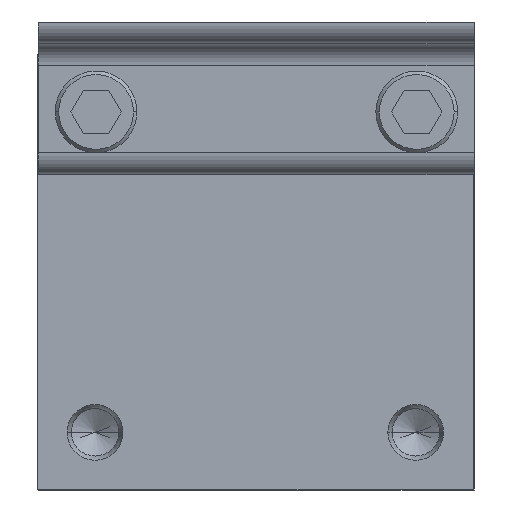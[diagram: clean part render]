
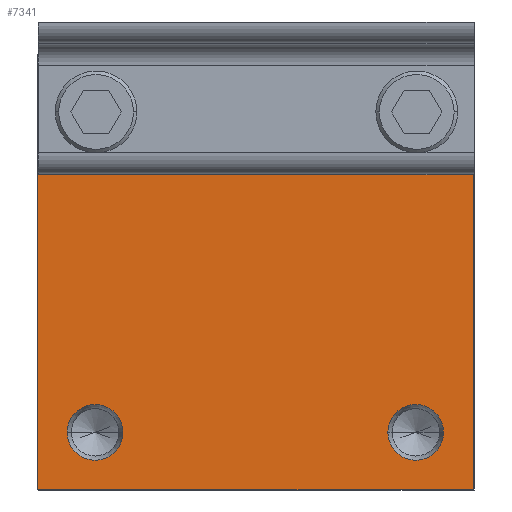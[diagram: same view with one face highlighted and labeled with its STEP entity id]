
A CAD part, front view. The second image highlights one B-rep face of the part: STEP entity #7341.
In plain terms, the highlighted face is planar.
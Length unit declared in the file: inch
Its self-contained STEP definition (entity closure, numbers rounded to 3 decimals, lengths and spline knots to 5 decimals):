
#93 = ORIENTED_EDGE ( 'NONE', *, *, #8752, .F. ) ;
#129 = AXIS2_PLACEMENT_3D ( 'NONE', #7971, #5365, #8826 ) ;
#406 = VERTEX_POINT ( 'NONE', #5445 ) ;
#442 = DIRECTION ( 'NONE',  ( 0., 0., -1. ) ) ;
#528 = CARTESIAN_POINT ( 'NONE',  ( -0.92, -0.92, 0. ) ) ;
#576 = AXIS2_PLACEMENT_3D ( 'NONE', #3451, #10171, #6938 ) ;
#797 = FACE_BOUND ( 'NONE', #2629, .T. ) ;
#934 = DIRECTION ( 'NONE',  ( -1., 0., 0. ) ) ;
#950 = EDGE_LOOP ( 'NONE', ( #3015, #8226 ) ) ;
#966 = CIRCLE ( 'NONE', #11124, 0.16 ) ;
#1033 = ORIENTED_EDGE ( 'NONE', *, *, #4957, .F. ) ;
#1120 = VERTEX_POINT ( 'NONE', #4852 ) ;
#1355 = EDGE_CURVE ( 'NONE', #9688, #10677, #8977, .T. ) ;
#1566 = VERTEX_POINT ( 'NONE', #5537 ) ;
#1691 = CARTESIAN_POINT ( 'NONE',  ( -1.25, -1.25, 0. ) ) ;
#1796 = CARTESIAN_POINT ( 'NONE',  ( 0.76, 0.92, 0. ) ) ;
#1838 = CARTESIAN_POINT ( 'NONE',  ( -1.25, -1.25, 0. ) ) ;
#1871 = DIRECTION ( 'NONE',  ( -1., 0., 0. ) ) ;
#1991 = DIRECTION ( 'NONE',  ( 0., -1., 0. ) ) ;
#2021 = AXIS2_PLACEMENT_3D ( 'NONE', #528, #4044, #4841 ) ;
#2203 = VECTOR ( 'NONE', #11196, 39.37008 ) ;
#2629 = EDGE_LOOP ( 'NONE', ( #93, #5780 ) ) ;
#2631 = CARTESIAN_POINT ( 'NONE',  ( 1.25, 1.25, 0. ) ) ;
#2824 = CARTESIAN_POINT ( 'NONE',  ( -0.92, 0.92, 0. ) ) ;
#2918 = CIRCLE ( 'NONE', #2021, 0.16 ) ;
#3015 = ORIENTED_EDGE ( 'NONE', *, *, #6744, .F. ) ;
#3278 = VERTEX_POINT ( 'NONE', #10836 ) ;
#3299 = VECTOR ( 'NONE', #3703, 39.37008 ) ;
#3377 = PLANE ( 'NONE',  #5489 ) ;
#3451 = CARTESIAN_POINT ( 'NONE',  ( -0.92, 0.92, 0. ) ) ;
#3543 = EDGE_CURVE ( 'NONE', #1566, #9647, #7979, .T. ) ;
#3564 = CARTESIAN_POINT ( 'NONE',  ( 0.92, -0.92, 0. ) ) ;
#3579 = VERTEX_POINT ( 'NONE', #5650 ) ;
#3703 = DIRECTION ( 'NONE',  ( 1., 0., 0. ) ) ;
#3927 = EDGE_CURVE ( 'NONE', #11072, #7479, #7230, .T. ) ;
#4018 = AXIS2_PLACEMENT_3D ( 'NONE', #2824, #9765, #7844 ) ;
#4044 = DIRECTION ( 'NONE',  ( 0., 0., -1. ) ) ;
#4238 = EDGE_CURVE ( 'NONE', #1120, #406, #10756, .T. ) ;
#4249 = FACE_OUTER_BOUND ( 'NONE', #10506, .T. ) ;
#4271 = LINE ( 'NONE', #5294, #2203 ) ;
#4407 = EDGE_CURVE ( 'NONE', #406, #1120, #9642, .T. ) ;
#4450 = EDGE_LOOP ( 'NONE', ( #4734, #8929 ) ) ;
#4474 = FACE_BOUND ( 'NONE', #4450, .T. ) ;
#4542 = CARTESIAN_POINT ( 'NONE',  ( 0.92, 0.92, 0. ) ) ;
#4547 = ORIENTED_EDGE ( 'NONE', *, *, #4658, .F. ) ;
#4658 = EDGE_CURVE ( 'NONE', #7479, #1566, #10471, .T. ) ;
#4734 = ORIENTED_EDGE ( 'NONE', *, *, #10021, .F. ) ;
#4841 = DIRECTION ( 'NONE',  ( -1., 0., 0. ) ) ;
#4852 = CARTESIAN_POINT ( 'NONE',  ( -1.08, 0.92, 0. ) ) ;
#4957 = EDGE_CURVE ( 'NONE', #9647, #11072, #4271, .T. ) ;
#4958 = VECTOR ( 'NONE', #1991, 39.37008 ) ;
#5294 = CARTESIAN_POINT ( 'NONE',  ( -1.25, 1.25, 0. ) ) ;
#5302 = CARTESIAN_POINT ( 'NONE',  ( -1.25, 1.25, 0. ) ) ;
#5365 = DIRECTION ( 'NONE',  ( 0., 0., -1. ) ) ;
#5429 = DIRECTION ( 'NONE',  ( 0., 1., 0. ) ) ;
#5445 = CARTESIAN_POINT ( 'NONE',  ( -0.76, 0.92, 0. ) ) ;
#5489 = AXIS2_PLACEMENT_3D ( 'NONE', #1691, #9574, #7820 ) ;
#5526 = CIRCLE ( 'NONE', #8068, 0.16 ) ;
#5537 = CARTESIAN_POINT ( 'NONE',  ( 1.25, -1.25, 0. ) ) ;
#5650 = CARTESIAN_POINT ( 'NONE',  ( -0.76, -0.92, 0. ) ) ;
#5780 = ORIENTED_EDGE ( 'NONE', *, *, #1355, .F. ) ;
#5844 = VERTEX_POINT ( 'NONE', #1796 ) ;
#5861 = EDGE_CURVE ( 'NONE', #3278, #5844, #10341, .T. ) ;
#5870 = CIRCLE ( 'NONE', #10729, 0.16 ) ;
#5949 = ORIENTED_EDGE ( 'NONE', *, *, #4407, .F. ) ;
#6080 = FACE_BOUND ( 'NONE', #9172, .T. ) ;
#6246 = VERTEX_POINT ( 'NONE', #9603 ) ;
#6466 = CARTESIAN_POINT ( 'NONE',  ( -1.25, -1.25, 0. ) ) ;
#6520 = CARTESIAN_POINT ( 'NONE',  ( 0.76, -0.92, 0. ) ) ;
#6744 = EDGE_CURVE ( 'NONE', #6246, #3579, #2918, .T. ) ;
#6938 = DIRECTION ( 'NONE',  ( -1., 0., 0. ) ) ;
#6978 = FACE_BOUND ( 'NONE', #950, .T. ) ;
#7032 = DIRECTION ( 'NONE',  ( 0., 0., -1. ) ) ;
#7230 = LINE ( 'NONE', #5302, #4958 ) ;
#7341 = ADVANCED_FACE ( 'NONE', ( #6978, #6080, #797, #4474, #4249 ), #3377, .F. ) ;
#7479 = VERTEX_POINT ( 'NONE', #6466 ) ;
#7526 = CARTESIAN_POINT ( 'NONE',  ( -1.25, 1.25, 0. ) ) ;
#7635 = EDGE_CURVE ( 'NONE', #3579, #6246, #5870, .T. ) ;
#7820 = DIRECTION ( 'NONE',  ( 1., 0., 0. ) ) ;
#7844 = DIRECTION ( 'NONE',  ( -1., 0., 0. ) ) ;
#7954 = DIRECTION ( 'NONE',  ( -1., 0., 0. ) ) ;
#7971 = CARTESIAN_POINT ( 'NONE',  ( 0.92, -0.92, 0. ) ) ;
#7979 = LINE ( 'NONE', #10695, #9743 ) ;
#8014 = DIRECTION ( 'NONE',  ( 0., 0., -1. ) ) ;
#8068 = AXIS2_PLACEMENT_3D ( 'NONE', #4542, #9035, #7954 ) ;
#8190 = CARTESIAN_POINT ( 'NONE',  ( 1.08, -0.92, 0. ) ) ;
#8222 = CARTESIAN_POINT ( 'NONE',  ( -0.92, -0.92, 0. ) ) ;
#8226 = ORIENTED_EDGE ( 'NONE', *, *, #7635, .F. ) ;
#8512 = ORIENTED_EDGE ( 'NONE', *, *, #3543, .F. ) ;
#8675 = CARTESIAN_POINT ( 'NONE',  ( 0.92, 0.92, 0. ) ) ;
#8752 = EDGE_CURVE ( 'NONE', #10677, #9688, #966, .T. ) ;
#8779 = ORIENTED_EDGE ( 'NONE', *, *, #3927, .F. ) ;
#8826 = DIRECTION ( 'NONE',  ( -1., 0., 0. ) ) ;
#8929 = ORIENTED_EDGE ( 'NONE', *, *, #5861, .F. ) ;
#8977 = CIRCLE ( 'NONE', #129, 0.16 ) ;
#9035 = DIRECTION ( 'NONE',  ( 0., 0., -1. ) ) ;
#9076 = AXIS2_PLACEMENT_3D ( 'NONE', #8675, #7032, #10276 ) ;
#9172 = EDGE_LOOP ( 'NONE', ( #9942, #5949 ) ) ;
#9574 = DIRECTION ( 'NONE',  ( 0., 0., 1. ) ) ;
#9603 = CARTESIAN_POINT ( 'NONE',  ( -1.08, -0.92, 0. ) ) ;
#9642 = CIRCLE ( 'NONE', #4018, 0.16 ) ;
#9647 = VERTEX_POINT ( 'NONE', #2631 ) ;
#9688 = VERTEX_POINT ( 'NONE', #8190 ) ;
#9743 = VECTOR ( 'NONE', #5429, 39.37008 ) ;
#9765 = DIRECTION ( 'NONE',  ( 0., 0., -1. ) ) ;
#9942 = ORIENTED_EDGE ( 'NONE', *, *, #4238, .F. ) ;
#10021 = EDGE_CURVE ( 'NONE', #5844, #3278, #5526, .T. ) ;
#10171 = DIRECTION ( 'NONE',  ( 0., 0., -1. ) ) ;
#10276 = DIRECTION ( 'NONE',  ( -1., 0., 0. ) ) ;
#10341 = CIRCLE ( 'NONE', #9076, 0.16 ) ;
#10471 = LINE ( 'NONE', #1838, #3299 ) ;
#10506 = EDGE_LOOP ( 'NONE', ( #8779, #1033, #8512, #4547 ) ) ;
#10677 = VERTEX_POINT ( 'NONE', #6520 ) ;
#10695 = CARTESIAN_POINT ( 'NONE',  ( 1.25, 1.25, 0. ) ) ;
#10729 = AXIS2_PLACEMENT_3D ( 'NONE', #8222, #442, #934 ) ;
#10756 = CIRCLE ( 'NONE', #576, 0.16 ) ;
#10836 = CARTESIAN_POINT ( 'NONE',  ( 1.08, 0.92, 0. ) ) ;
#11072 = VERTEX_POINT ( 'NONE', #7526 ) ;
#11124 = AXIS2_PLACEMENT_3D ( 'NONE', #3564, #8014, #1871 ) ;
#11196 = DIRECTION ( 'NONE',  ( -1., 0., 0. ) ) ;
